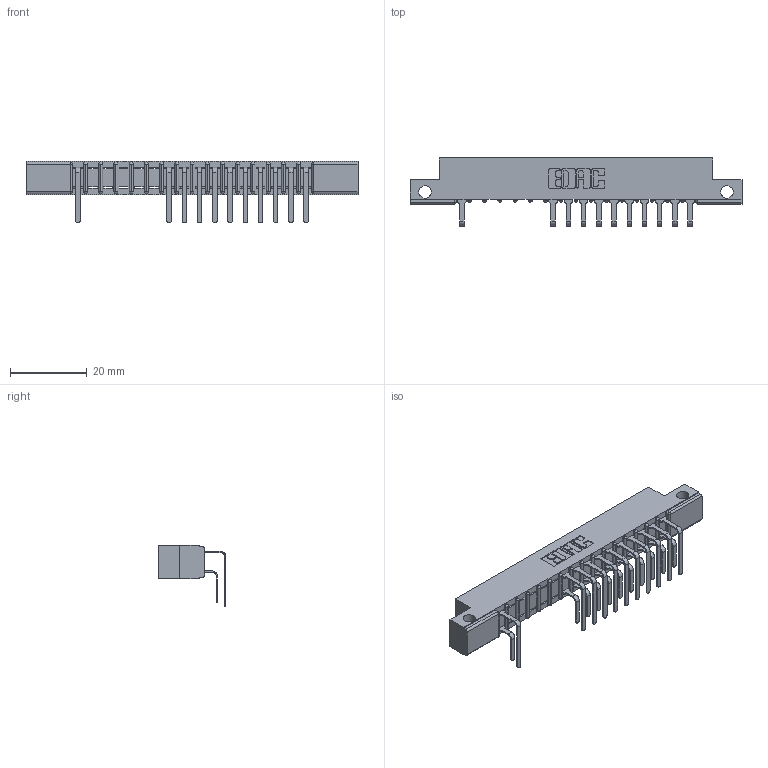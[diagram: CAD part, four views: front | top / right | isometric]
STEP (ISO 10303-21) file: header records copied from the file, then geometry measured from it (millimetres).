
FILE_DESCRIPTION (( 'STEP AP203' ), '1' );
FILE_NAME ('357-016-559-112.STEP', '2018-08-08T02:07:15', ( '' ), ( '' ), 'SwSTEP 2.0', 'SolidWorks 2016', '' );
FILE_SCHEMA (( 'CONFIG_CONTROL_DESIGN' ));
Length unit declared in the file: inch
Products named in the file (4): 307 Part_.128 Dia Side Mounting Holes; 307-290-001_558 559 - 1 (Single); 307-290-001_559 - 2 (Single); 357-016-559-112
Assembly tree (23 placements, depth 2):
  357-016-559-112
    307 Part_.128 Dia Side Mounting Holes
    307-290-001_558 559 - 1 (Single)  x11
    307-290-001_559 - 2 (Single)  x11
Bounding box: 86.41 x 17.69 x 16.08 mm (x, y, z)
Volume: 5545 mm3; surface area: 9127.1 mm2
Topology: 23 solids, 23 shells, 1335 faces, 3767 edges, 2434 vertices
Faces by surface type: plane 856, cylinder 445, sphere 34
Entity records: 18563 total; most frequent: CARTESIAN_POINT 3088, ORIENTED_EDGE 3066, DIRECTION 3025, EDGE_CURVE 1533, LINE 1163, VECTOR 1163, VERTEX_POINT 994, AXIS2_PLACEMENT_3D 931
